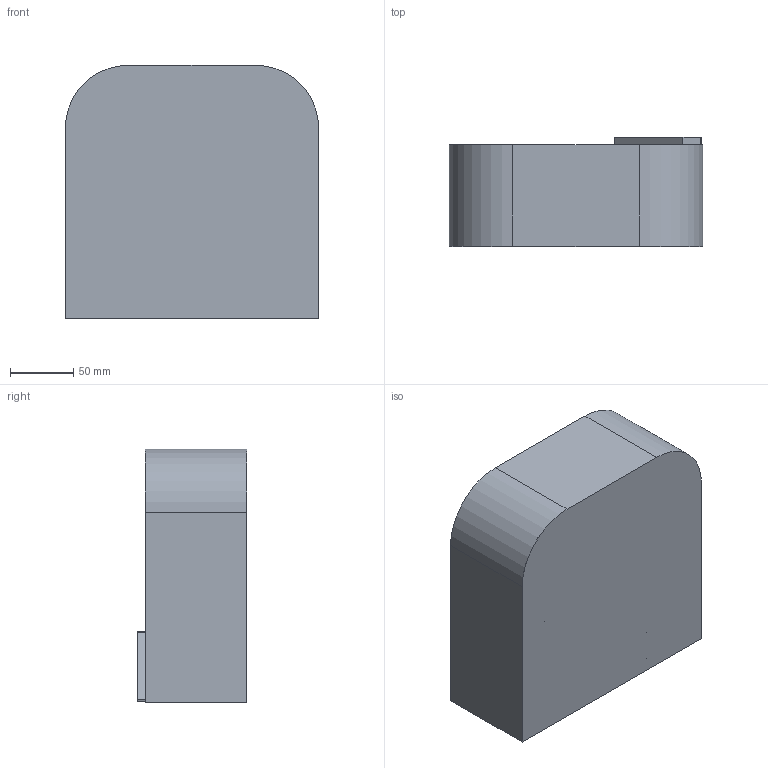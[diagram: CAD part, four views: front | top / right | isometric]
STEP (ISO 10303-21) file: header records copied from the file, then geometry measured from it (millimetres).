
FILE_DESCRIPTION((''),'2;1');
FILE_NAME('ASM0001_ASM','2020-12-07T',('kun'),(''),'PRO/ENGINEER BY PARAMETRIC TECHNOLOGY CORPORATION, 2009440','PRO/ENGINEER BY PARAMETRIC TECHNOLOGY CORPORATION, 2009440','');
FILE_SCHEMA(('CONFIG_CONTROL_DESIGN'));
Length unit declared in the file: millimetre
Products named in the file (6): ZHITONG; DIKE_-V1; SHANGGAI_-V1; TOF10120_-V1; TANCEQI-V1_ASM; ASM0001_ASM
Assembly tree (5 placements, depth 3):
  ASM0001_ASM
    ZHITONG
    TANCEQI-V1_ASM
      DIKE_-V1
      SHANGGAI_-V1
      TOF10120_-V1
Bounding box: 200 x 86 x 200 mm (x, y, z)
Volume: 1541735.9 mm3; surface area: 280328.5 mm2
Topology: 4 solids, 4 shells, 163 faces, 432 edges, 292 vertices
Faces by surface type: plane 84, cylinder 79
Entity records: 5337 total; most frequent: DIRECTION 950, CARTESIAN_POINT 901, ORIENTED_EDGE 864, EDGE_CURVE 432, AXIS2_PLACEMENT_3D 341, VERTEX_POINT 292, VECTOR 268, LINE 268
